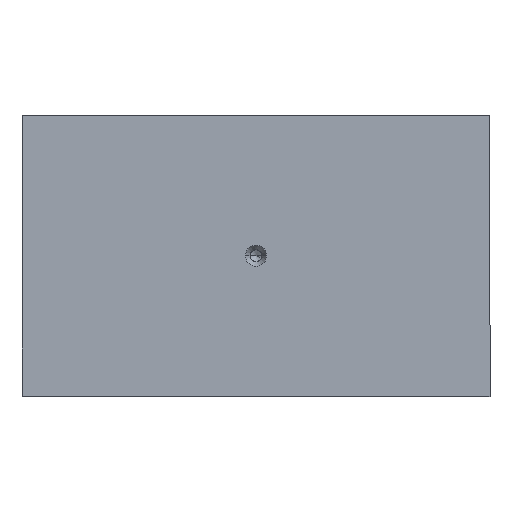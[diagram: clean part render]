
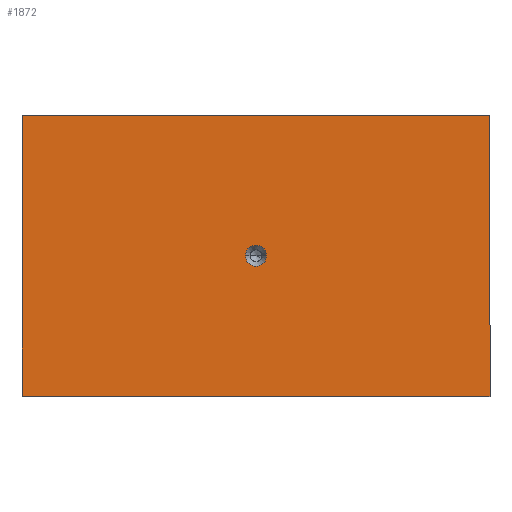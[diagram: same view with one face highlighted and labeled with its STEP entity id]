
A CAD part, top view. The second image highlights one B-rep face of the part: STEP entity #1872.
In plain terms, the highlighted planar face has unit normal (0, 0, 1).
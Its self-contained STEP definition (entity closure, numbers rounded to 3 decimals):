
#25 = EDGE_CURVE ( 'NONE', #886, #240, #2468, .T. ) ;
#35 = DIRECTION ( 'NONE',  ( 0., 1., 0. ) ) ;
#124 = DIRECTION ( 'NONE',  ( 0., 0., 1. ) ) ;
#141 = ORIENTED_EDGE ( 'NONE', *, *, #795, .F. ) ;
#167 = VECTOR ( 'NONE', #2422, 1000. ) ;
#239 = CARTESIAN_POINT ( 'NONE',  ( -50., 30., 105. ) ) ;
#240 = VERTEX_POINT ( 'NONE', #239 ) ;
#255 = VECTOR ( 'NONE', #1070, 1000. ) ;
#278 = CARTESIAN_POINT ( 'NONE',  ( 50., -30., 105. ) ) ;
#307 = FACE_OUTER_BOUND ( 'NONE', #1592, .T. ) ;
#494 = VERTEX_POINT ( 'NONE', #606 ) ;
#527 = ORIENTED_EDGE ( 'NONE', *, *, #25, .T. ) ;
#601 = VECTOR ( 'NONE', #35, 1000. ) ;
#606 = CARTESIAN_POINT ( 'NONE',  ( -50., -30., 105. ) ) ;
#651 = ORIENTED_EDGE ( 'NONE', *, *, #1489, .T. ) ;
#718 = ORIENTED_EDGE ( 'NONE', *, *, #1024, .T. ) ;
#787 = ORIENTED_EDGE ( 'NONE', *, *, #1043, .F. ) ;
#795 = EDGE_CURVE ( 'NONE', #1741, #918, #1281, .T. ) ;
#796 = CARTESIAN_POINT ( 'NONE',  ( 50., 30., 105. ) ) ;
#797 = LINE ( 'NONE', #2081, #255 ) ;
#834 = AXIS2_PLACEMENT_3D ( 'NONE', #1961, #124, #1154 ) ;
#886 = VERTEX_POINT ( 'NONE', #796 ) ;
#918 = VERTEX_POINT ( 'NONE', #995 ) ;
#980 = LINE ( 'NONE', #1735, #1152 ) ;
#995 = CARTESIAN_POINT ( 'NONE',  ( 2.25, 0., 105. ) ) ;
#1024 = EDGE_CURVE ( 'NONE', #494, #2571, #797, .T. ) ;
#1043 = EDGE_CURVE ( 'NONE', #918, #1741, #1132, .T. ) ;
#1070 = DIRECTION ( 'NONE',  ( 1., 0., 0. ) ) ;
#1132 = CIRCLE ( 'NONE', #2196, 2.25 ) ;
#1152 = VECTOR ( 'NONE', #2600, 1000. ) ;
#1154 = DIRECTION ( 'NONE',  ( 1., 0., 0. ) ) ;
#1158 = LINE ( 'NONE', #2290, #601 ) ;
#1171 = CARTESIAN_POINT ( 'NONE',  ( -2.25, 0., 105. ) ) ;
#1281 = CIRCLE ( 'NONE', #834, 2.25 ) ;
#1423 = CARTESIAN_POINT ( 'NONE',  ( -50., -30., 105. ) ) ;
#1489 = EDGE_CURVE ( 'NONE', #2571, #886, #1158, .T. ) ;
#1538 = FACE_BOUND ( 'NONE', #1883, .T. ) ;
#1592 = EDGE_LOOP ( 'NONE', ( #2361, #718, #651, #527 ) ) ;
#1608 = DIRECTION ( 'NONE',  ( 1., 0., 0. ) ) ;
#1666 = PLANE ( 'NONE',  #2376 ) ;
#1735 = CARTESIAN_POINT ( 'NONE',  ( -50., 30., 105. ) ) ;
#1741 = VERTEX_POINT ( 'NONE', #1171 ) ;
#1857 = CARTESIAN_POINT ( 'NONE',  ( 0., 0., 105. ) ) ;
#1872 = ADVANCED_FACE ( 'NONE', ( #1538, #307 ), #1666, .T. ) ;
#1883 = EDGE_LOOP ( 'NONE', ( #141, #787 ) ) ;
#1961 = CARTESIAN_POINT ( 'NONE',  ( 0., 0., 105. ) ) ;
#1982 = EDGE_CURVE ( 'NONE', #240, #494, #980, .T. ) ;
#2081 = CARTESIAN_POINT ( 'NONE',  ( -50., -30., 105. ) ) ;
#2135 = DIRECTION ( 'NONE',  ( 0., 0., 1. ) ) ;
#2196 = AXIS2_PLACEMENT_3D ( 'NONE', #1857, #2276, #2285 ) ;
#2237 = CARTESIAN_POINT ( 'NONE',  ( -50., 30., 105. ) ) ;
#2276 = DIRECTION ( 'NONE',  ( 0., 0., 1. ) ) ;
#2285 = DIRECTION ( 'NONE',  ( 1., 0., 0. ) ) ;
#2290 = CARTESIAN_POINT ( 'NONE',  ( 50., 30., 105. ) ) ;
#2361 = ORIENTED_EDGE ( 'NONE', *, *, #1982, .T. ) ;
#2376 = AXIS2_PLACEMENT_3D ( 'NONE', #1423, #2135, #1608 ) ;
#2422 = DIRECTION ( 'NONE',  ( -1., 0., 0. ) ) ;
#2468 = LINE ( 'NONE', #2237, #167 ) ;
#2571 = VERTEX_POINT ( 'NONE', #278 ) ;
#2600 = DIRECTION ( 'NONE',  ( 0., -1., 0. ) ) ;
